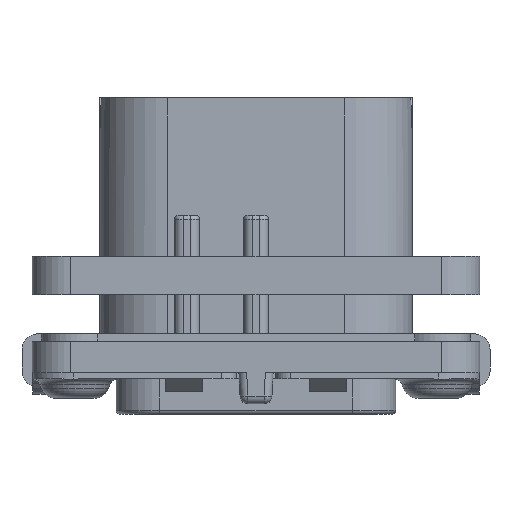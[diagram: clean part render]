
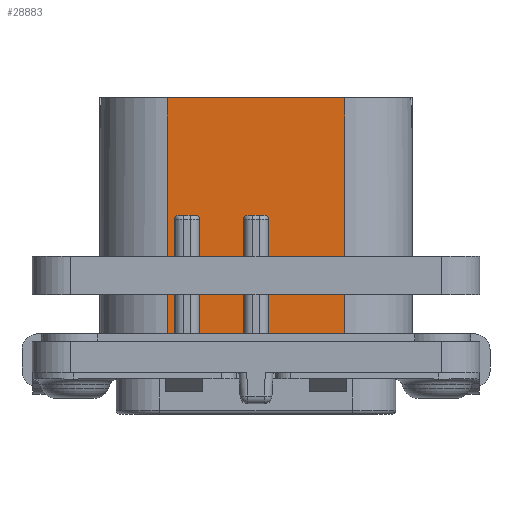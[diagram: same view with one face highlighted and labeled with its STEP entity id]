
A CAD part, front view. The second image highlights one B-rep face of the part: STEP entity #28883.
In plain terms, the highlighted planar face has unit normal (0, -1, 0).
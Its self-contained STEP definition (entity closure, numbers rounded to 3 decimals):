
#1413=DIRECTION('',(1.,0.,0.));
#1414=VECTOR('',#1413,11.4);
#1415=CARTESIAN_POINT('',(-5.7,-9.,17.67));
#1416=LINE('',#1415,#1414);
#5355=DIRECTION('',(1.,0.,0.));
#5356=VECTOR('',#5355,0.45);
#5357=CARTESIAN_POINT('',(-5.7,-9.,2.));
#5358=LINE('',#5357,#5356);
#5367=CARTESIAN_POINT('',(-5.,-9.,9.87));
#5368=DIRECTION('',(0.,1.,0.));
#5369=DIRECTION('',(-1.,0.,0.));
#5370=AXIS2_PLACEMENT_3D('',#5367,#5368,#5369);
#5399=CARTESIAN_POINT('',(-3.9,-9.,9.87));
#5400=DIRECTION('',(0.,1.,0.));
#5401=DIRECTION('',(0.,0.,1.));
#5402=AXIS2_PLACEMENT_3D('',#5399,#5400,#5401);
#5412=DIRECTION('',(0.,0.,1.));
#5413=VECTOR('',#5412,7.87);
#5414=CARTESIAN_POINT('',(0.8,-9.,2.));
#5415=LINE('',#5414,#5413);
#5416=DIRECTION('',(1.,0.,0.));
#5417=VECTOR('',#5416,1.1);
#5418=CARTESIAN_POINT('',(-0.55,-9.,10.12));
#5419=LINE('',#5418,#5417);
#5420=DIRECTION('',(0.,0.,1.));
#5421=VECTOR('',#5420,7.87);
#5422=CARTESIAN_POINT('',(-0.8,-9.,2.));
#5423=LINE('',#5422,#5421);
#5424=DIRECTION('',(0.,0.,1.));
#5425=VECTOR('',#5424,7.87);
#5426=CARTESIAN_POINT('',(-3.65,-9.,2.));
#5427=LINE('',#5426,#5425);
#5428=DIRECTION('',(1.,0.,0.));
#5429=VECTOR('',#5428,1.1);
#5430=CARTESIAN_POINT('',(-5.,-9.,10.12));
#5431=LINE('',#5430,#5429);
#5432=DIRECTION('',(0.,0.,1.));
#5433=VECTOR('',#5432,7.87);
#5434=CARTESIAN_POINT('',(-5.25,-9.,2.));
#5435=LINE('',#5434,#5433);
#5436=DIRECTION('',(0.,0.,-1.));
#5437=VECTOR('',#5436,15.67);
#5438=CARTESIAN_POINT('',(-5.7,-9.,17.67));
#5439=LINE('',#5438,#5437);
#5440=DIRECTION('',(0.,0.,-1.));
#5441=VECTOR('',#5440,15.67);
#5442=CARTESIAN_POINT('',(5.7,-9.,17.67));
#5443=LINE('',#5442,#5441);
#5457=CARTESIAN_POINT('',(0.55,-9.,9.87));
#5458=DIRECTION('',(0.,1.,0.));
#5459=DIRECTION('',(0.,0.,1.));
#5460=AXIS2_PLACEMENT_3D('',#5457,#5458,#5459);
#5499=CARTESIAN_POINT('',(-0.55,-9.,9.87));
#5500=DIRECTION('',(0.,1.,0.));
#5501=DIRECTION('',(-1.,0.,0.));
#5502=AXIS2_PLACEMENT_3D('',#5499,#5500,#5501);
#5590=DIRECTION('',(1.,0.,0.));
#5591=VECTOR('',#5590,4.9);
#5592=CARTESIAN_POINT('',(0.8,-9.,2.));
#5593=LINE('',#5592,#5591);
#11621=DIRECTION('',(1.,0.,0.));
#11622=VECTOR('',#11621,2.85);
#11623=CARTESIAN_POINT('',(-3.65,-9.,2.));
#11624=LINE('',#11623,#11622);
#18327=CARTESIAN_POINT('',(-5.7,-9.,17.67));
#18328=CARTESIAN_POINT('',(-5.7,-9.,2.));
#18329=VERTEX_POINT('',#18327);
#18330=VERTEX_POINT('',#18328);
#18331=CARTESIAN_POINT('',(5.7,-9.,17.67));
#18332=CARTESIAN_POINT('',(5.7,-9.,2.));
#18333=VERTEX_POINT('',#18331);
#18334=VERTEX_POINT('',#18332);
#18489=CARTESIAN_POINT('',(-5.25,-9.,2.));
#18490=VERTEX_POINT('',#18489);
#18491=CARTESIAN_POINT('',(-3.65,-9.,2.));
#18492=CARTESIAN_POINT('',(-0.8,-9.,2.));
#18493=VERTEX_POINT('',#18491);
#18494=VERTEX_POINT('',#18492);
#18495=CARTESIAN_POINT('',(0.8,-9.,2.));
#18496=VERTEX_POINT('',#18495);
#20942=CARTESIAN_POINT('',(-3.65,-9.,9.87));
#20944=VERTEX_POINT('',#20942);
#20946=CARTESIAN_POINT('',(-3.9,-9.,10.12));
#20948=VERTEX_POINT('',#20946);
#20969=CARTESIAN_POINT('',(-5.,-9.,10.12));
#20970=VERTEX_POINT('',#20969);
#20971=CARTESIAN_POINT('',(-5.25,-9.,9.87));
#20972=VERTEX_POINT('',#20971);
#20974=CARTESIAN_POINT('',(0.8,-9.,9.87));
#20976=VERTEX_POINT('',#20974);
#20978=CARTESIAN_POINT('',(0.55,-9.,10.12));
#20980=VERTEX_POINT('',#20978);
#20981=CARTESIAN_POINT('',(-0.55,-9.,10.12));
#20983=VERTEX_POINT('',#20981);
#20985=CARTESIAN_POINT('',(-0.8,-9.,9.87));
#20987=VERTEX_POINT('',#20985);
#28853=CARTESIAN_POINT('',(-10.05,-9.,2.));
#28854=DIRECTION('',(0.,-1.,0.));
#28855=DIRECTION('',(1.,0.,0.));
#28856=AXIS2_PLACEMENT_3D('',#28853,#28854,#28855);
#28857=PLANE('',#28856);
#28859=ORIENTED_EDGE('',*,*,#28858,.T.);
#28861=ORIENTED_EDGE('',*,*,#28860,.F.);
#28863=ORIENTED_EDGE('',*,*,#28862,.F.);
#28865=ORIENTED_EDGE('',*,*,#28864,.F.);
#28867=ORIENTED_EDGE('',*,*,#28866,.F.);
#28869=ORIENTED_EDGE('',*,*,#28868,.F.);
#28870=ORIENTED_EDGE('',*,*,#28844,.T.);
#28871=ORIENTED_EDGE('',*,*,#28833,.F.);
#28872=ORIENTED_EDGE('',*,*,#28818,.F.);
#28873=ORIENTED_EDGE('',*,*,#28799,.F.);
#28874=ORIENTED_EDGE('',*,*,#28784,.F.);
#28875=ORIENTED_EDGE('',*,*,#28769,.F.);
#28876=ORIENTED_EDGE('',*,*,#23208,.F.);
#28877=ORIENTED_EDGE('',*,*,#23393,.T.);
#28878=ORIENTED_EDGE('',*,*,#23651,.T.);
#28880=ORIENTED_EDGE('',*,*,#28879,.F.);
#28881=EDGE_LOOP('',(#28859,#28861,#28863,#28865,#28867,#28869,#28870,#28871,
#28872,#28873,#28874,#28875,#28876,#28877,#28878,#28880));
#28882=FACE_OUTER_BOUND('',#28881,.F.);
#28883=ADVANCED_FACE('',(#28882),#28857,.T.);
#5371=CIRCLE('',#5370,0.25);
#5403=CIRCLE('',#5402,0.25);
#5461=CIRCLE('',#5460,0.25);
#5503=CIRCLE('',#5502,0.25);
#23208=EDGE_CURVE('',#18329,#18330,#5439,.T.);
#23393=EDGE_CURVE('',#18329,#18333,#1416,.T.);
#23651=EDGE_CURVE('',#18333,#18334,#5443,.T.);
#28769=EDGE_CURVE('',#18330,#18490,#5358,.T.);
#28784=EDGE_CURVE('',#18490,#20972,#5435,.T.);
#28799=EDGE_CURVE('',#20972,#20970,#5371,.T.);
#28818=EDGE_CURVE('',#20970,#20948,#5431,.T.);
#28833=EDGE_CURVE('',#20948,#20944,#5403,.T.);
#28844=EDGE_CURVE('',#18493,#20944,#5427,.T.);
#28858=EDGE_CURVE('',#18496,#20976,#5415,.T.);
#28860=EDGE_CURVE('',#20980,#20976,#5461,.T.);
#28862=EDGE_CURVE('',#20983,#20980,#5419,.T.);
#28864=EDGE_CURVE('',#20987,#20983,#5503,.T.);
#28866=EDGE_CURVE('',#18494,#20987,#5423,.T.);
#28868=EDGE_CURVE('',#18493,#18494,#11624,.T.);
#28879=EDGE_CURVE('',#18496,#18334,#5593,.T.);
